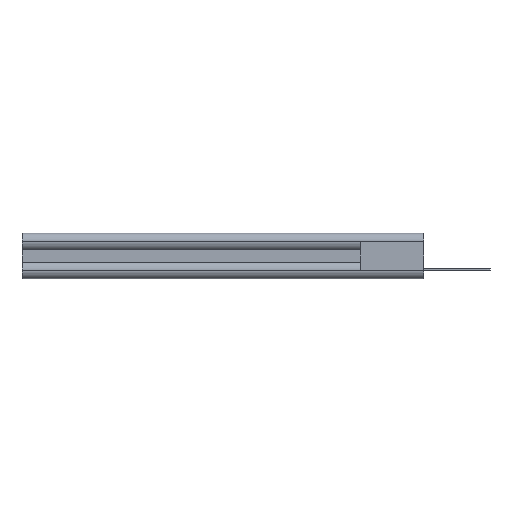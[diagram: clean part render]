
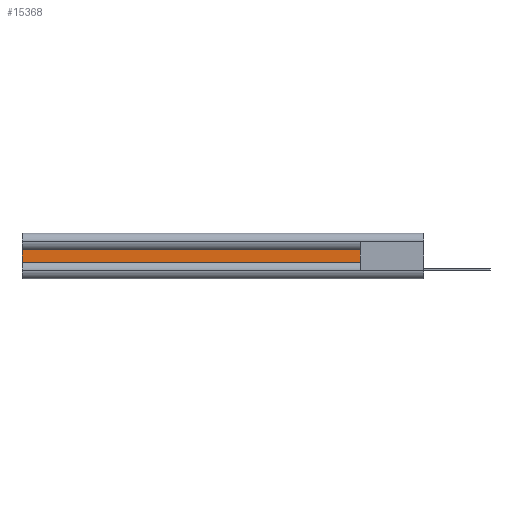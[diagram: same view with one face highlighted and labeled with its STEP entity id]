
A CAD part, left-side view. The second image highlights one B-rep face of the part: STEP entity #15368.
In plain terms, the highlighted planar face has unit normal (-1, 0, 0).
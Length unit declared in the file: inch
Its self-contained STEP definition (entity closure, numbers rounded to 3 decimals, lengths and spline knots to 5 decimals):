
#324 = CARTESIAN_POINT ( 'NONE',  ( 0.044, 0.37012, 0.0465 ) ) ;
#593 = CARTESIAN_POINT ( 'NONE',  ( 0.044, 0.473, -0.0465 ) ) ;
#1000 = EDGE_CURVE ( 'NONE', #16913, #3225, #19740, .T. ) ;
#1111 = PLANE ( 'NONE',  #11574 ) ;
#1661 = VECTOR ( 'NONE', #7079, 39.37008 ) ;
#1820 = ORIENTED_EDGE ( 'NONE', *, *, #1000, .T. ) ;
#1994 = LINE ( 'NONE', #7106, #20609 ) ;
#2247 = VERTEX_POINT ( 'NONE', #21030 ) ;
#2258 = LINE ( 'NONE', #22985, #1661 ) ;
#3024 = DIRECTION ( 'NONE',  ( 0., 0., -1. ) ) ;
#3225 = VERTEX_POINT ( 'NONE', #10357 ) ;
#3243 = FACE_OUTER_BOUND ( 'NONE', #6836, .T. ) ;
#4332 = LINE ( 'NONE', #9210, #8064 ) ;
#6836 = EDGE_LOOP ( 'NONE', ( #1820, #11849, #15636, #18982 ) ) ;
#7079 = DIRECTION ( 'NONE',  ( 0., 0., -1. ) ) ;
#7106 = CARTESIAN_POINT ( 'NONE',  ( 0.044, 3., -0.0465 ) ) ;
#8064 = VECTOR ( 'NONE', #12813, 39.37008 ) ;
#9032 = DIRECTION ( 'NONE',  ( 0., 0., -1. ) ) ;
#9164 = VERTEX_POINT ( 'NONE', #593 ) ;
#9210 = CARTESIAN_POINT ( 'NONE',  ( 0.044, 0.37012, -0.0465 ) ) ;
#9589 = EDGE_CURVE ( 'NONE', #9164, #2247, #4332, .T. ) ;
#10320 = VECTOR ( 'NONE', #13217, 39.37008 ) ;
#10357 = CARTESIAN_POINT ( 'NONE',  ( 0.044, 3., 0.0465 ) ) ;
#11574 = AXIS2_PLACEMENT_3D ( 'NONE', #22558, #13937, #3024 ) ;
#11849 = ORIENTED_EDGE ( 'NONE', *, *, #16865, .T. ) ;
#12813 = DIRECTION ( 'NONE',  ( 0., 1., 0. ) ) ;
#13217 = DIRECTION ( 'NONE',  ( 0., 1., 0. ) ) ;
#13937 = DIRECTION ( 'NONE',  ( 1., 0., 0. ) ) ;
#15368 = ADVANCED_FACE ( 'NONE', ( #3243 ), #1111, .F. ) ;
#15636 = ORIENTED_EDGE ( 'NONE', *, *, #9589, .F. ) ;
#16865 = EDGE_CURVE ( 'NONE', #3225, #2247, #1994, .T. ) ;
#16913 = VERTEX_POINT ( 'NONE', #18054 ) ;
#17465 = EDGE_CURVE ( 'NONE', #16913, #9164, #2258, .T. ) ;
#18054 = CARTESIAN_POINT ( 'NONE',  ( 0.044, 0.473, 0.0465 ) ) ;
#18982 = ORIENTED_EDGE ( 'NONE', *, *, #17465, .F. ) ;
#19740 = LINE ( 'NONE', #324, #10320 ) ;
#20609 = VECTOR ( 'NONE', #9032, 39.37008 ) ;
#21030 = CARTESIAN_POINT ( 'NONE',  ( 0.044, 3., -0.0465 ) ) ;
#22558 = CARTESIAN_POINT ( 'NONE',  ( 0.044, 0.37012, -0.0465 ) ) ;
#22985 = CARTESIAN_POINT ( 'NONE',  ( 0.044, 0.473, -0.0465 ) ) ;
